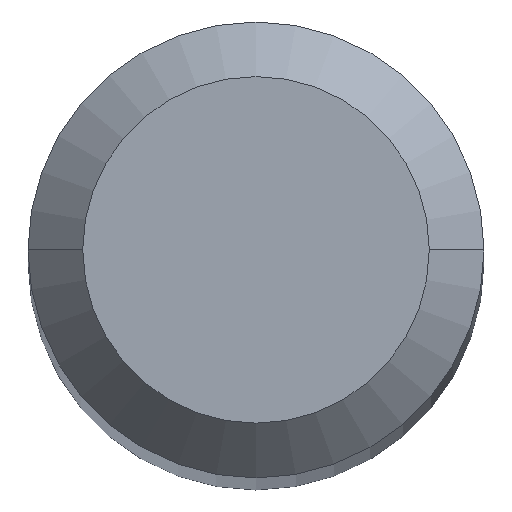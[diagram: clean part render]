
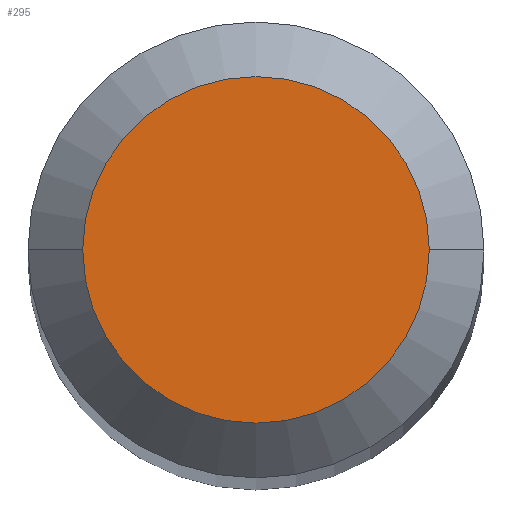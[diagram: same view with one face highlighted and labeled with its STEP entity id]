
A CAD part, top view. The second image highlights one B-rep face of the part: STEP entity #295.
In plain terms, the highlighted planar face has unit normal (0, 0, 1).
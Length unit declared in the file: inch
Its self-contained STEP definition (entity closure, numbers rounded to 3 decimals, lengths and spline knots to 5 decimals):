
#16 = ORIENTED_EDGE ( 'NONE', *, *, #315, .T. ) ;
#18 = AXIS2_PLACEMENT_3D ( 'NONE', #235, #348, #170 ) ;
#19 = EDGE_LOOP ( 'NONE', ( #157, #16 ) ) ;
#28 = EDGE_CURVE ( 'NONE', #207, #335, #168, .T. ) ;
#39 = FACE_OUTER_BOUND ( 'NONE', #19, .T. ) ;
#75 = DIRECTION ( 'NONE',  ( -1., 0., 0. ) ) ;
#84 = AXIS2_PLACEMENT_3D ( 'NONE', #98, #281, #208 ) ;
#95 = CARTESIAN_POINT ( 'NONE',  ( -0.0475, 0., 0. ) ) ;
#98 = CARTESIAN_POINT ( 'NONE',  ( 0., 0., 0. ) ) ;
#157 = ORIENTED_EDGE ( 'NONE', *, *, #28, .T. ) ;
#168 = CIRCLE ( 'NONE', #18, 0.0475 ) ;
#170 = DIRECTION ( 'NONE',  ( 1., 0., 0. ) ) ;
#207 = VERTEX_POINT ( 'NONE', #95 ) ;
#208 = DIRECTION ( 'NONE',  ( 1., 0., 0. ) ) ;
#235 = CARTESIAN_POINT ( 'NONE',  ( 0., 0., 0. ) ) ;
#247 = CARTESIAN_POINT ( 'NONE',  ( 0., 0.0475, 0. ) ) ;
#279 = DIRECTION ( 'NONE',  ( 0., 0., -1. ) ) ;
#281 = DIRECTION ( 'NONE',  ( 0., 0., 1. ) ) ;
#295 = ADVANCED_FACE ( 'NONE', ( #39 ), #390, .F. ) ;
#315 = EDGE_CURVE ( 'NONE', #335, #207, #426, .T. ) ;
#329 = AXIS2_PLACEMENT_3D ( 'NONE', #247, #279, #75 ) ;
#335 = VERTEX_POINT ( 'NONE', #347 ) ;
#347 = CARTESIAN_POINT ( 'NONE',  ( 0.0475, 0., 0. ) ) ;
#348 = DIRECTION ( 'NONE',  ( 0., 0., 1. ) ) ;
#390 = PLANE ( 'NONE',  #329 ) ;
#426 = CIRCLE ( 'NONE', #84, 0.0475 ) ;
